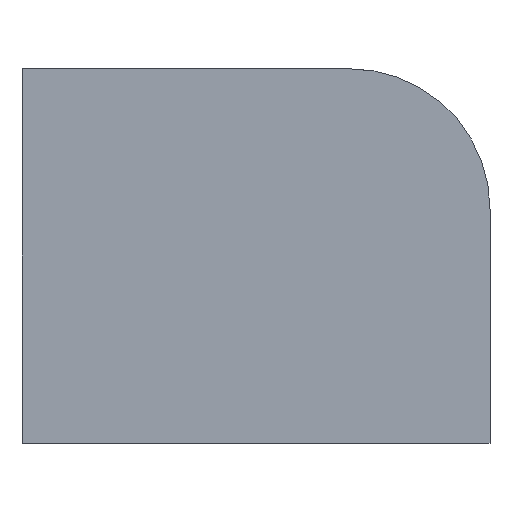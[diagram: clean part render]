
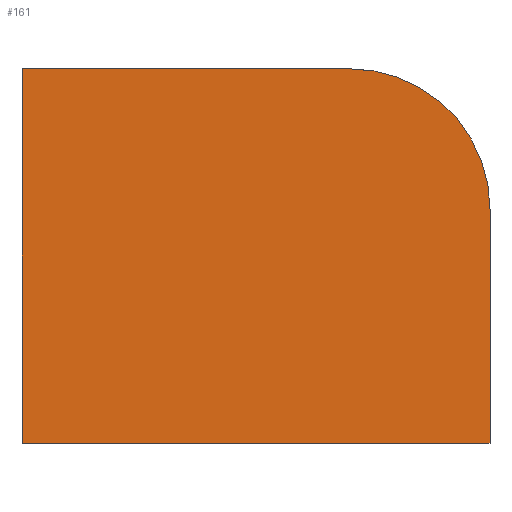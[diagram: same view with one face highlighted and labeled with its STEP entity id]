
A CAD part, left-side view. The second image highlights one B-rep face of the part: STEP entity #161.
In plain terms, the highlighted planar face has unit normal (-1, 0, 0).
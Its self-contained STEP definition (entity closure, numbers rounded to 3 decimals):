
#15=PLANE('',#191);
#27=LINE('',#274,#42);
#28=LINE('',#276,#43);
#29=LINE('',#278,#44);
#30=LINE('',#279,#45);
#42=VECTOR('',#227,10.);
#43=VECTOR('',#228,10.);
#44=VECTOR('',#229,10.);
#45=VECTOR('',#230,10.);
#58=FACE_OUTER_BOUND('',#68,.T.);
#68=EDGE_LOOP('',(#129,#130,#131,#132,#133));
#79=CIRCLE('',#190,15.);
#87=VERTEX_POINT('',#267);
#88=VERTEX_POINT('',#268);
#89=VERTEX_POINT('',#273);
#90=VERTEX_POINT('',#275);
#91=VERTEX_POINT('',#277);
#102=EDGE_CURVE('',#87,#88,#79,.T.);
#105=EDGE_CURVE('',#89,#87,#27,.T.);
#106=EDGE_CURVE('',#90,#89,#28,.T.);
#107=EDGE_CURVE('',#90,#91,#29,.T.);
#108=EDGE_CURVE('',#91,#88,#30,.T.);
#129=ORIENTED_EDGE('',*,*,#102,.F.);
#130=ORIENTED_EDGE('',*,*,#105,.F.);
#131=ORIENTED_EDGE('',*,*,#106,.F.);
#132=ORIENTED_EDGE('',*,*,#107,.T.);
#133=ORIENTED_EDGE('',*,*,#108,.T.);
#161=ADVANCED_FACE('',(#58),#15,.T.);
#190=AXIS2_PLACEMENT_3D('',#269,#221,#222);
#191=AXIS2_PLACEMENT_3D('',#272,#225,#226);
#221=DIRECTION('center_axis',(1.,0.,0.));
#222=DIRECTION('ref_axis',(0.,-0.707,0.707));
#225=DIRECTION('center_axis',(-1.,0.,0.));
#226=DIRECTION('ref_axis',(0.,-1.,0.));
#227=DIRECTION('',(0.,-1.,0.));
#228=DIRECTION('',(0.,0.,1.));
#229=DIRECTION('',(0.,-1.,0.));
#230=DIRECTION('',(0.,0.,1.));
#267=CARTESIAN_POINT('',(0.,15.,40.));
#268=CARTESIAN_POINT('',(0.,0.,25.));
#269=CARTESIAN_POINT('Origin',(0.,15.,25.));
#272=CARTESIAN_POINT('Origin',(0.,50.,0.));
#273=CARTESIAN_POINT('',(0.,50.,40.));
#274=CARTESIAN_POINT('',(0.,50.,40.));
#275=CARTESIAN_POINT('',(0.,50.,0.));
#276=CARTESIAN_POINT('',(0.,50.,0.));
#277=CARTESIAN_POINT('',(0.,0.,0.));
#278=CARTESIAN_POINT('',(0.,50.,0.));
#279=CARTESIAN_POINT('',(0.,0.,0.));
